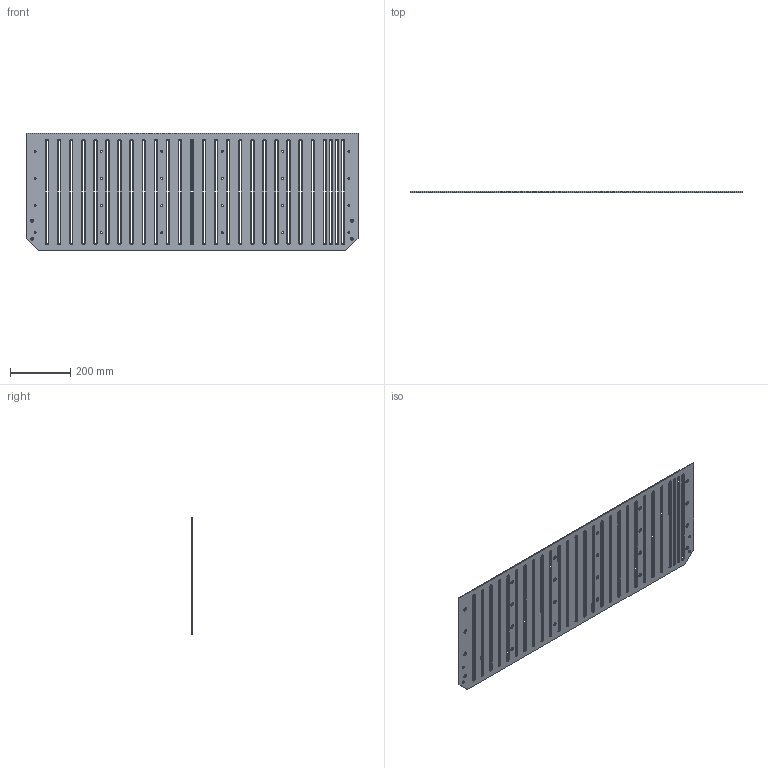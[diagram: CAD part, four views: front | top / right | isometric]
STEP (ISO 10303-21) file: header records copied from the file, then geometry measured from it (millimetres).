
FILE_DESCRIPTION (( 'STEP AP214' ), '1' );
FILE_NAME ('Base Plate Mk2.STEP', '2023-02-07T00:41:20', ( '' ), ( '' ), 'SwSTEP 2.0', 'SolidWorks 2022', '' );
FILE_SCHEMA (( 'AUTOMOTIVE_DESIGN' ));
Length unit declared in the file: millimetre
Products named in the file (1): Base Plate Mk2
Bounding box: 1100 x 3.17 x 390 mm (x, y, z)
Volume: 1094826.9 mm3; surface area: 810283 mm2
Topology: 1 solids, 1 shells, 441 faces, 1156 edges, 768 vertices
Faces by surface type: cylinder 266, plane 167, cone 8
Entity records: 14148 total; most frequent: DIRECTION 2580, CARTESIAN_POINT 2366, ORIENTED_EDGE 2312, EDGE_CURVE 1156, AXIS2_PLACEMENT_3D 982, VERTEX_POINT 768, VECTOR 616, LINE 616
